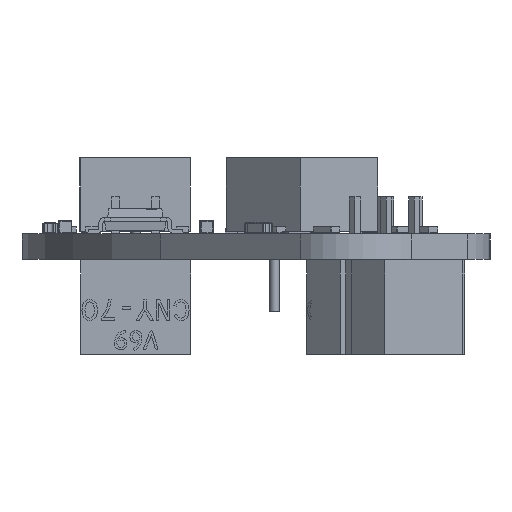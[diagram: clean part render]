
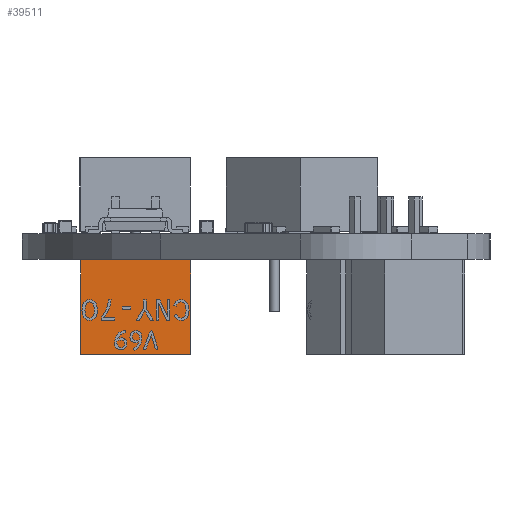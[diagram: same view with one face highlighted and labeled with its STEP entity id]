
A CAD part, left-side view. The second image highlights one B-rep face of the part: STEP entity #39511.
In plain terms, the highlighted face is planar.
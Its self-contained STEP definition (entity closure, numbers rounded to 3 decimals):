
#39261 = VERTEX_POINT('',#39262);
#39262 = CARTESIAN_POINT('',(4.9,-4.77,0.));
#39268 = EDGE_CURVE('',#39261,#39269,#39271,.T.);
#39269 = VERTEX_POINT('',#39270);
#39270 = CARTESIAN_POINT('',(4.9,2.23,0.));
#39271 = LINE('',#39272,#39273);
#39272 = CARTESIAN_POINT('',(4.9,-4.77,0.));
#39273 = VECTOR('',#39274,1.);
#39274 = DIRECTION('',(0.,1.,0.));
#39342 = VERTEX_POINT('',#39343);
#39343 = CARTESIAN_POINT('',(4.9,-4.77,6.));
#39349 = EDGE_CURVE('',#39342,#39350,#39352,.T.);
#39350 = VERTEX_POINT('',#39351);
#39351 = CARTESIAN_POINT('',(4.9,2.23,6.));
#39352 = LINE('',#39353,#39354);
#39353 = CARTESIAN_POINT('',(4.9,-4.77,6.));
#39354 = VECTOR('',#39355,1.);
#39355 = DIRECTION('',(0.,1.,0.));
#39500 = EDGE_CURVE('',#39261,#39342,#39501,.T.);
#39501 = LINE('',#39502,#39503);
#39502 = CARTESIAN_POINT('',(4.9,-4.77,0.));
#39503 = VECTOR('',#39504,1.);
#39504 = DIRECTION('',(0.,0.,1.));
#39511 = ADVANCED_FACE('',(#39512),#39523,.F.);
#39512 = FACE_BOUND('',#39513,.F.);
#39513 = EDGE_LOOP('',(#39514,#39515,#39516,#39522));
#39514 = ORIENTED_EDGE('',*,*,#39500,.T.);
#39515 = ORIENTED_EDGE('',*,*,#39349,.T.);
#39516 = ORIENTED_EDGE('',*,*,#39517,.F.);
#39517 = EDGE_CURVE('',#39269,#39350,#39518,.T.);
#39518 = LINE('',#39519,#39520);
#39519 = CARTESIAN_POINT('',(4.9,2.23,0.));
#39520 = VECTOR('',#39521,1.);
#39521 = DIRECTION('',(0.,0.,1.));
#39522 = ORIENTED_EDGE('',*,*,#39268,.F.);
#39523 = PLANE('',#39524);
#39524 = AXIS2_PLACEMENT_3D('',#39525,#39526,#39527);
#39525 = CARTESIAN_POINT('',(4.9,-4.77,0.));
#39526 = DIRECTION('',(-1.,0.,0.));
#39527 = DIRECTION('',(0.,1.,0.));
